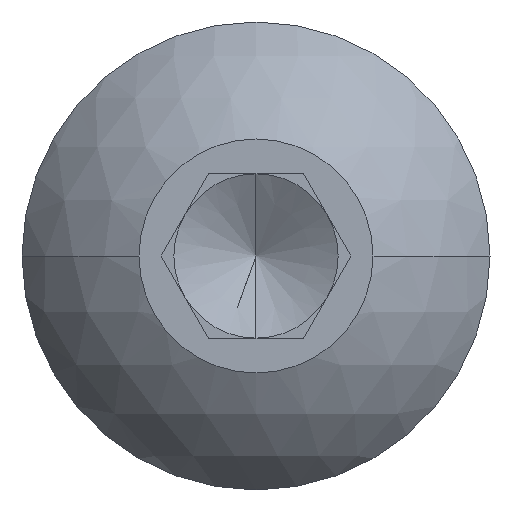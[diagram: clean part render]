
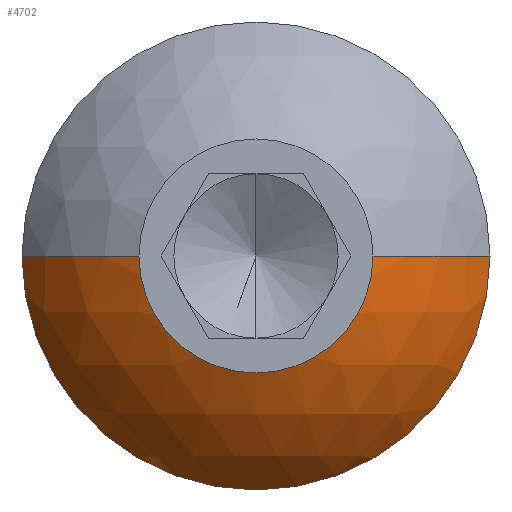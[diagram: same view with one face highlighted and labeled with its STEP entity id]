
A CAD part, left-side view. The second image highlights one B-rep face of the part: STEP entity #4702.
In plain terms, the highlighted spherical face has radius 3.351 mm.
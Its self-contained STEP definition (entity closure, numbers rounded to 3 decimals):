
#211 = DIRECTION ( 'NONE',  ( -1., 0., 0. ) ) ;
#415 = DIRECTION ( 'NONE',  ( 0., 0., -1. ) ) ;
#960 = CARTESIAN_POINT ( 'NONE',  ( 1.27, -2.85, 0. ) ) ;
#1252 = CARTESIAN_POINT ( 'NONE',  ( 1.27, 0., 0. ) ) ;
#1303 = AXIS2_PLACEMENT_3D ( 'NONE', #5180, #211, #5325 ) ;
#1366 = AXIS2_PLACEMENT_3D ( 'NONE', #1252, #5544, #5507 ) ;
#1376 = ORIENTED_EDGE ( 'NONE', *, *, #1567, .F. ) ;
#1567 = EDGE_CURVE ( 'NONE', #4414, #4326, #5719, .T. ) ;
#1817 = ORIENTED_EDGE ( 'NONE', *, *, #3938, .T. ) ;
#1839 = SPHERICAL_SURFACE ( 'NONE', #2779, 3.351 ) ;
#2060 = DIRECTION ( 'NONE',  ( 0., 1., 0. ) ) ;
#2256 = EDGE_CURVE ( 'NONE', #4638, #5918, #5310, .T. ) ;
#2332 = CARTESIAN_POINT ( 'NONE',  ( 1.27, 0., -2.85 ) ) ;
#2499 = CARTESIAN_POINT ( 'NONE',  ( 3.033, 0., 0. ) ) ;
#2556 = CARTESIAN_POINT ( 'NONE',  ( 3.033, 0., 0. ) ) ;
#2779 = AXIS2_PLACEMENT_3D ( 'NONE', #4631, #415, #4233 ) ;
#2824 = FACE_OUTER_BOUND ( 'NONE', #4907, .T. ) ;
#2958 = DIRECTION ( 'NONE',  ( 0., 0., 1. ) ) ;
#3034 = ORIENTED_EDGE ( 'NONE', *, *, #5151, .F. ) ;
#3071 = AXIS2_PLACEMENT_3D ( 'NONE', #5329, #3859, #2958 ) ;
#3079 = DIRECTION ( 'NONE',  ( 1., 0., 0. ) ) ;
#3317 = ORIENTED_EDGE ( 'NONE', *, *, #2256, .T. ) ;
#3456 = AXIS2_PLACEMENT_3D ( 'NONE', #2499, #5758, #2060 ) ;
#3845 = CARTESIAN_POINT ( 'NONE',  ( 0., -1.425, 0. ) ) ;
#3859 = DIRECTION ( 'NONE',  ( -1., 0., 0. ) ) ;
#3938 = EDGE_CURVE ( 'NONE', #5918, #4326, #5217, .T. ) ;
#4233 = DIRECTION ( 'NONE',  ( 0., 1., 0. ) ) ;
#4326 = VERTEX_POINT ( 'NONE', #3845 ) ;
#4414 = VERTEX_POINT ( 'NONE', #4951 ) ;
#4466 = DIRECTION ( 'NONE',  ( 0., 0., 1. ) ) ;
#4493 = ORIENTED_EDGE ( 'NONE', *, *, #5146, .T. ) ;
#4513 = VERTEX_POINT ( 'NONE', #4979 ) ;
#4631 = CARTESIAN_POINT ( 'NONE',  ( 3.033, 0., 0. ) ) ;
#4638 = VERTEX_POINT ( 'NONE', #2332 ) ;
#4702 = ADVANCED_FACE ( 'NONE', ( #2824 ), #1839, .T. ) ;
#4756 = AXIS2_PLACEMENT_3D ( 'NONE', #2556, #4466, #3079 ) ;
#4907 = EDGE_LOOP ( 'NONE', ( #4493, #3317, #1817, #1376, #3034 ) ) ;
#4951 = CARTESIAN_POINT ( 'NONE',  ( 0., 1.425, 0. ) ) ;
#4979 = CARTESIAN_POINT ( 'NONE',  ( 1.27, 2.85, 0. ) ) ;
#5038 = CIRCLE ( 'NONE', #1303, 2.85 ) ;
#5146 = EDGE_CURVE ( 'NONE', #4513, #4638, #5038, .T. ) ;
#5151 = EDGE_CURVE ( 'NONE', #4513, #4414, #5631, .T. ) ;
#5180 = CARTESIAN_POINT ( 'NONE',  ( 1.27, 0., 0. ) ) ;
#5217 = CIRCLE ( 'NONE', #3456, 3.351 ) ;
#5310 = CIRCLE ( 'NONE', #1366, 2.85 ) ;
#5325 = DIRECTION ( 'NONE',  ( 0., 0., 1. ) ) ;
#5329 = CARTESIAN_POINT ( 'NONE',  ( 0., 0., 0. ) ) ;
#5507 = DIRECTION ( 'NONE',  ( 0., 0., 1. ) ) ;
#5544 = DIRECTION ( 'NONE',  ( -1., 0., 0. ) ) ;
#5631 = CIRCLE ( 'NONE', #4756, 3.351 ) ;
#5719 = CIRCLE ( 'NONE', #3071, 1.425 ) ;
#5758 = DIRECTION ( 'NONE',  ( 0., 0., -1. ) ) ;
#5918 = VERTEX_POINT ( 'NONE', #960 ) ;
